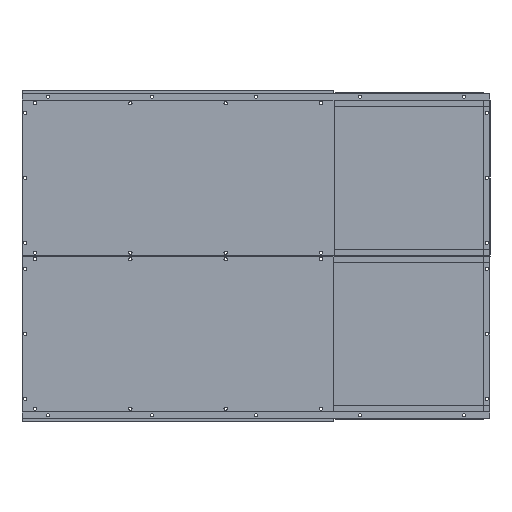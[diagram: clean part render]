
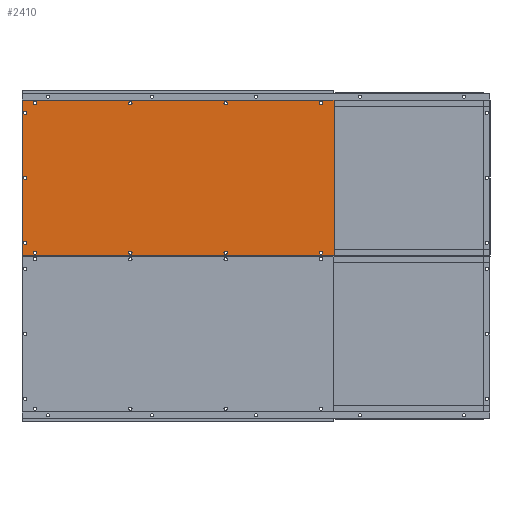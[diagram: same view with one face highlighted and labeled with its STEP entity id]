
A CAD part, left-side view. The second image highlights one B-rep face of the part: STEP entity #2410.
In plain terms, the highlighted face is planar.
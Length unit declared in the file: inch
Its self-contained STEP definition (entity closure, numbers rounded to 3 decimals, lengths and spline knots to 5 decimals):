
#181=FACE_BOUND('',#606,.T.);
#182=FACE_BOUND('',#607,.T.);
#183=FACE_BOUND('',#608,.T.);
#184=FACE_BOUND('',#609,.T.);
#185=FACE_BOUND('',#610,.T.);
#186=FACE_BOUND('',#611,.T.);
#187=FACE_BOUND('',#612,.T.);
#188=FACE_BOUND('',#613,.T.);
#189=FACE_BOUND('',#614,.T.);
#190=FACE_BOUND('',#615,.T.);
#191=FACE_BOUND('',#616,.T.);
#267=PLANE('',#2684);
#390=FACE_OUTER_BOUND('',#605,.T.);
#605=EDGE_LOOP('',(#2202,#2203,#2204,#2205));
#606=EDGE_LOOP('',(#2206));
#607=EDGE_LOOP('',(#2207));
#608=EDGE_LOOP('',(#2208));
#609=EDGE_LOOP('',(#2209));
#610=EDGE_LOOP('',(#2210));
#611=EDGE_LOOP('',(#2211));
#612=EDGE_LOOP('',(#2212));
#613=EDGE_LOOP('',(#2213));
#614=EDGE_LOOP('',(#2214));
#615=EDGE_LOOP('',(#2215));
#616=EDGE_LOOP('',(#2216));
#808=LINE('',#4006,#997);
#811=LINE('',#4012,#1000);
#814=LINE('',#4018,#1003);
#817=LINE('',#4022,#1006);
#997=VECTOR('',#3348,0.3937);
#1000=VECTOR('',#3353,0.3937);
#1003=VECTOR('',#3358,0.3937);
#1006=VECTOR('',#3363,0.3937);
#1100=CIRCLE('',#2649,0.2578);
#1102=CIRCLE('',#2652,0.2578);
#1104=CIRCLE('',#2655,0.2578);
#1106=CIRCLE('',#2658,0.2578);
#1108=CIRCLE('',#2661,0.2578);
#1110=CIRCLE('',#2664,0.2578);
#1112=CIRCLE('',#2667,0.2578);
#1114=CIRCLE('',#2670,0.2578);
#1116=CIRCLE('',#2673,0.2578);
#1118=CIRCLE('',#2676,0.2578);
#1120=CIRCLE('',#2679,0.2578);
#1294=VERTEX_POINT('',#3936);
#1296=VERTEX_POINT('',#3942);
#1298=VERTEX_POINT('',#3948);
#1300=VERTEX_POINT('',#3954);
#1302=VERTEX_POINT('',#3960);
#1304=VERTEX_POINT('',#3966);
#1306=VERTEX_POINT('',#3972);
#1308=VERTEX_POINT('',#3978);
#1310=VERTEX_POINT('',#3984);
#1312=VERTEX_POINT('',#3990);
#1314=VERTEX_POINT('',#3996);
#1317=VERTEX_POINT('',#4003);
#1318=VERTEX_POINT('',#4005);
#1320=VERTEX_POINT('',#4011);
#1322=VERTEX_POINT('',#4017);
#1583=EDGE_CURVE('',#1294,#1294,#1100,.T.);
#1586=EDGE_CURVE('',#1296,#1296,#1102,.T.);
#1589=EDGE_CURVE('',#1298,#1298,#1104,.T.);
#1592=EDGE_CURVE('',#1300,#1300,#1106,.T.);
#1595=EDGE_CURVE('',#1302,#1302,#1108,.T.);
#1598=EDGE_CURVE('',#1304,#1304,#1110,.T.);
#1601=EDGE_CURVE('',#1306,#1306,#1112,.T.);
#1604=EDGE_CURVE('',#1308,#1308,#1114,.T.);
#1607=EDGE_CURVE('',#1310,#1310,#1116,.T.);
#1610=EDGE_CURVE('',#1312,#1312,#1118,.T.);
#1613=EDGE_CURVE('',#1314,#1314,#1120,.T.);
#1616=EDGE_CURVE('',#1318,#1317,#808,.T.);
#1619=EDGE_CURVE('',#1320,#1318,#811,.T.);
#1622=EDGE_CURVE('',#1322,#1320,#814,.T.);
#1625=EDGE_CURVE('',#1317,#1322,#817,.T.);
#2202=ORIENTED_EDGE('',*,*,#1625,.T.);
#2203=ORIENTED_EDGE('',*,*,#1622,.T.);
#2204=ORIENTED_EDGE('',*,*,#1619,.T.);
#2205=ORIENTED_EDGE('',*,*,#1616,.T.);
#2206=ORIENTED_EDGE('',*,*,#1583,.T.);
#2207=ORIENTED_EDGE('',*,*,#1586,.T.);
#2208=ORIENTED_EDGE('',*,*,#1589,.T.);
#2209=ORIENTED_EDGE('',*,*,#1592,.T.);
#2210=ORIENTED_EDGE('',*,*,#1595,.T.);
#2211=ORIENTED_EDGE('',*,*,#1598,.T.);
#2212=ORIENTED_EDGE('',*,*,#1601,.T.);
#2213=ORIENTED_EDGE('',*,*,#1604,.T.);
#2214=ORIENTED_EDGE('',*,*,#1607,.T.);
#2215=ORIENTED_EDGE('',*,*,#1610,.T.);
#2216=ORIENTED_EDGE('',*,*,#1613,.T.);
#2410=ADVANCED_FACE('',(#390,#181,#182,#183,#184,#185,#186,#187,#188,#189,
#190,#191),#267,.T.);
#2649=AXIS2_PLACEMENT_3D('',#3938,#3272,#3273);
#2652=AXIS2_PLACEMENT_3D('',#3944,#3279,#3280);
#2655=AXIS2_PLACEMENT_3D('',#3950,#3286,#3287);
#2658=AXIS2_PLACEMENT_3D('',#3956,#3293,#3294);
#2661=AXIS2_PLACEMENT_3D('',#3962,#3300,#3301);
#2664=AXIS2_PLACEMENT_3D('',#3968,#3307,#3308);
#2667=AXIS2_PLACEMENT_3D('',#3974,#3314,#3315);
#2670=AXIS2_PLACEMENT_3D('',#3980,#3321,#3322);
#2673=AXIS2_PLACEMENT_3D('',#3986,#3328,#3329);
#2676=AXIS2_PLACEMENT_3D('',#3992,#3335,#3336);
#2679=AXIS2_PLACEMENT_3D('',#3998,#3342,#3343);
#2684=AXIS2_PLACEMENT_3D('',#4023,#3364,#3365);
#3272=DIRECTION('center_axis',(0.,0.,1.));
#3273=DIRECTION('ref_axis',(1.,0.,0.));
#3279=DIRECTION('center_axis',(0.,0.,1.));
#3280=DIRECTION('ref_axis',(1.,0.,0.));
#3286=DIRECTION('center_axis',(0.,0.,1.));
#3287=DIRECTION('ref_axis',(1.,0.,0.));
#3293=DIRECTION('center_axis',(0.,0.,1.));
#3294=DIRECTION('ref_axis',(1.,0.,0.));
#3300=DIRECTION('center_axis',(0.,0.,1.));
#3301=DIRECTION('ref_axis',(1.,0.,0.));
#3307=DIRECTION('center_axis',(0.,0.,1.));
#3308=DIRECTION('ref_axis',(1.,0.,0.));
#3314=DIRECTION('center_axis',(0.,0.,1.));
#3315=DIRECTION('ref_axis',(1.,0.,0.));
#3321=DIRECTION('center_axis',(0.,0.,1.));
#3322=DIRECTION('ref_axis',(1.,0.,0.));
#3328=DIRECTION('center_axis',(0.,0.,1.));
#3329=DIRECTION('ref_axis',(1.,0.,0.));
#3335=DIRECTION('center_axis',(0.,0.,1.));
#3336=DIRECTION('ref_axis',(1.,0.,0.));
#3342=DIRECTION('center_axis',(0.,0.,1.));
#3343=DIRECTION('ref_axis',(1.,0.,0.));
#3348=DIRECTION('',(-1.,0.,0.));
#3353=DIRECTION('',(0.,-1.,0.));
#3358=DIRECTION('',(1.,0.,0.));
#3363=DIRECTION('',(0.,1.,0.));
#3364=DIRECTION('center_axis',(0.,0.,-1.));
#3365=DIRECTION('ref_axis',(-1.,0.,0.));
#3936=CARTESIAN_POINT('',(-10.2578,35.5,-1.));
#3938=CARTESIAN_POINT('Origin',(-10.,35.5,-1.));
#3942=CARTESIAN_POINT('',(-0.2578,35.5,-1.));
#3944=CARTESIAN_POINT('Origin',(0.,35.5,-1.));
#3948=CARTESIAN_POINT('',(9.7422,35.5,-1.));
#3950=CARTESIAN_POINT('Origin',(10.,35.5,-1.));
#3954=CARTESIAN_POINT('',(-11.7578,4.66667,-1.));
#3956=CARTESIAN_POINT('Origin',(-11.5,4.66667,-1.));
#3960=CARTESIAN_POINT('',(11.2422,19.33333,-1.));
#3962=CARTESIAN_POINT('Origin',(11.5,19.33333,-1.));
#3966=CARTESIAN_POINT('',(11.2422,4.66667,-1.));
#3968=CARTESIAN_POINT('Origin',(11.5,4.66667,-1.));
#3972=CARTESIAN_POINT('',(-11.7578,19.33333,-1.));
#3974=CARTESIAN_POINT('Origin',(-11.5,19.33333,-1.));
#3978=CARTESIAN_POINT('',(-11.7578,-10.,-1.));
#3980=CARTESIAN_POINT('Origin',(-11.5,-10.,-1.));
#3984=CARTESIAN_POINT('',(11.2422,34.,-1.));
#3986=CARTESIAN_POINT('Origin',(11.5,34.,-1.));
#3990=CARTESIAN_POINT('',(11.2422,-10.,-1.));
#3992=CARTESIAN_POINT('Origin',(11.5,-10.,-1.));
#3996=CARTESIAN_POINT('',(-11.7578,34.,-1.));
#3998=CARTESIAN_POINT('Origin',(-11.5,34.,-1.));
#4003=CARTESIAN_POINT('',(-12.,-12.,-1.));
#4005=CARTESIAN_POINT('',(12.,-12.,-1.));
#4006=CARTESIAN_POINT('',(-12.,-12.,-1.));
#4011=CARTESIAN_POINT('',(12.,36.,-1.));
#4012=CARTESIAN_POINT('',(12.,-12.,-1.));
#4017=CARTESIAN_POINT('',(-12.,36.,-1.));
#4018=CARTESIAN_POINT('',(12.,36.,-1.));
#4022=CARTESIAN_POINT('',(-12.,36.,-1.));
#4023=CARTESIAN_POINT('Origin',(0.,12.,-1.));
